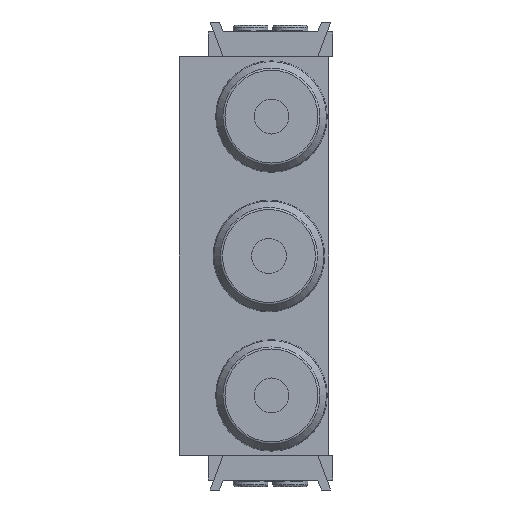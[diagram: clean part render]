
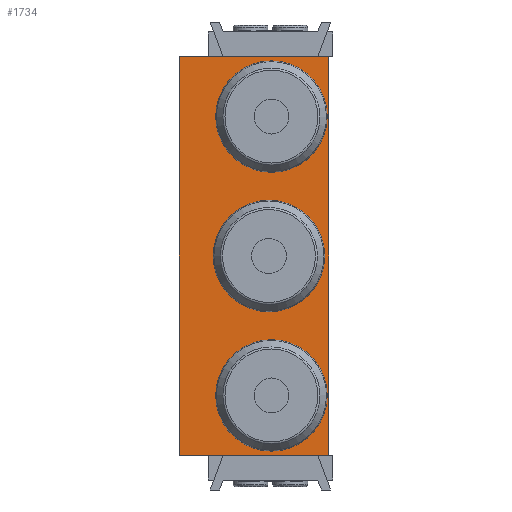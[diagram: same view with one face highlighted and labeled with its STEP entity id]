
A CAD part, left-side view. The second image highlights one B-rep face of the part: STEP entity #1734.
In plain terms, the highlighted planar face has unit normal (-1, 0, 0).
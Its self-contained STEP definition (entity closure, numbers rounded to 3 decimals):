
#435=CARTESIAN_POINT('',(0.0,11.5,17.0));
#436=VERTEX_POINT('',#435);
#437=CARTESIAN_POINT('',(0.0,11.5,12.));
#438=DIRECTION('',(1.0,0.0,0.0));
#439=DIRECTION('',(0.0,0.0,1.0));
#440=AXIS2_PLACEMENT_3D('',#437,#438,#439);
#441=CIRCLE('',#440,5.0);
#442=EDGE_CURVE('',#436,#436,#441,.T.);
#1016=CARTESIAN_POINT('',(0.0,11.5,73.0));
#1017=VERTEX_POINT('',#1016);
#1018=CARTESIAN_POINT('',(0.0,11.5,68.0));
#1019=DIRECTION('',(1.0,0.0,0.0));
#1020=DIRECTION('',(0.0,0.0,1.0));
#1021=AXIS2_PLACEMENT_3D('',#1018,#1019,#1020);
#1022=CIRCLE('',#1021,5.0);
#1023=EDGE_CURVE('',#1017,#1017,#1022,.T.);
#1276=CARTESIAN_POINT('',(0.0,12.0,45.0));
#1277=VERTEX_POINT('',#1276);
#1278=CARTESIAN_POINT('',(0.0,12.0,40.0));
#1279=DIRECTION('',(1.0,0.0,0.0));
#1280=DIRECTION('',(0.0,0.0,1.0));
#1281=AXIS2_PLACEMENT_3D('',#1278,#1279,#1280);
#1282=CIRCLE('',#1281,5.0);
#1283=EDGE_CURVE('',#1277,#1277,#1282,.T.);
#1686=CARTESIAN_POINT('',(0.0,0.0,0.0));
#1687=DIRECTION('',(-1.0,0.0,0.0));
#1688=DIRECTION('',(0.0,0.0,1.0));
#1689=AXIS2_PLACEMENT_3D('',#1686,#1687,#1688);
#1690=PLANE('',#1689);
#1691=CARTESIAN_POINT('',(0.0,0.0,80.0));
#1692=VERTEX_POINT('',#1691);
#1693=CARTESIAN_POINT('',(0.0,30.0,80.0));
#1694=VERTEX_POINT('',#1693);
#1695=CARTESIAN_POINT('',(0.0,0.0,80.0));
#1696=DIRECTION('',(0.0,1.0,0.0));
#1697=VECTOR('',#1696,30.0);
#1698=LINE('',#1695,#1697);
#1699=EDGE_CURVE('',#1692,#1694,#1698,.T.);
#1700=ORIENTED_EDGE('',*,*,#1699,.T.);
#1701=CARTESIAN_POINT('',(0.0,30.0,0.0));
#1702=VERTEX_POINT('',#1701);
#1703=CARTESIAN_POINT('',(0.0,30.0,0.0));
#1704=DIRECTION('',(0.0,0.0,1.0));
#1705=VECTOR('',#1704,80.0);
#1706=LINE('',#1703,#1705);
#1707=EDGE_CURVE('',#1702,#1694,#1706,.T.);
#1708=ORIENTED_EDGE('',*,*,#1707,.F.);
#1709=CARTESIAN_POINT('',(0.0,0.0,0.0));
#1710=VERTEX_POINT('',#1709);
#1711=CARTESIAN_POINT('',(0.0,30.0,0.0));
#1712=DIRECTION('',(0.0,-1.0,0.0));
#1713=VECTOR('',#1712,30.0);
#1714=LINE('',#1711,#1713);
#1715=EDGE_CURVE('',#1702,#1710,#1714,.T.);
#1716=ORIENTED_EDGE('',*,*,#1715,.T.);
#1717=CARTESIAN_POINT('',(0.0,0.0,0.0));
#1718=DIRECTION('',(0.0,0.0,1.0));
#1719=VECTOR('',#1718,80.0);
#1720=LINE('',#1717,#1719);
#1721=EDGE_CURVE('',#1710,#1692,#1720,.T.);
#1722=ORIENTED_EDGE('',*,*,#1721,.T.);
#1723=EDGE_LOOP('',(#1700,#1708,#1716,#1722));
#1724=FACE_OUTER_BOUND('',#1723,.T.);
#1725=ORIENTED_EDGE('',*,*,#1283,.T.);
#1726=EDGE_LOOP('',(#1725));
#1727=FACE_BOUND('',#1726,.T.);
#1728=ORIENTED_EDGE('',*,*,#1023,.T.);
#1729=EDGE_LOOP('',(#1728));
#1730=FACE_BOUND('',#1729,.T.);
#1731=ORIENTED_EDGE('',*,*,#442,.T.);
#1732=EDGE_LOOP('',(#1731));
#1733=FACE_BOUND('',#1732,.T.);
#1734=ADVANCED_FACE('',(#1724,#1727,#1730,#1733),#1690,.T.);
